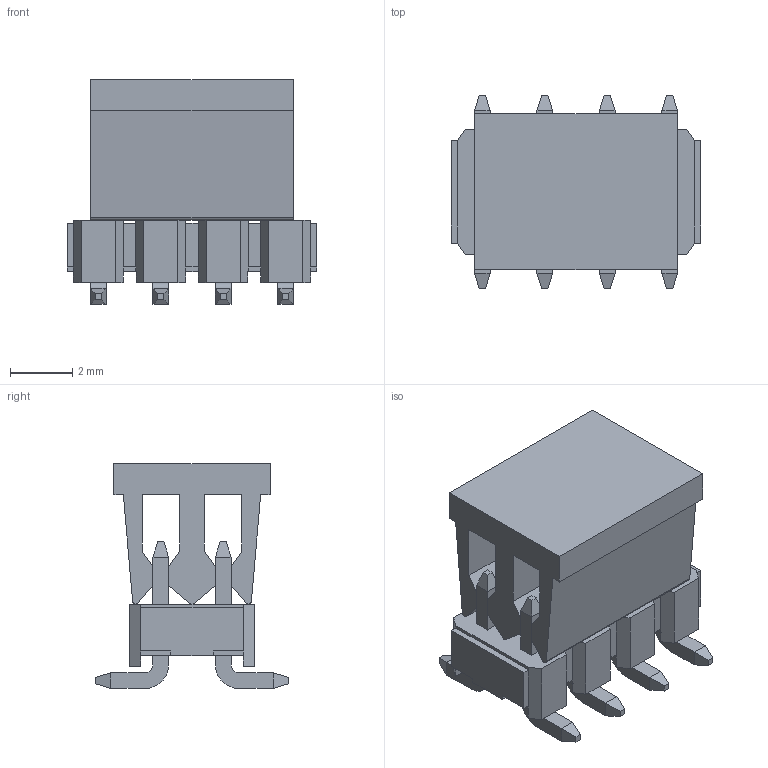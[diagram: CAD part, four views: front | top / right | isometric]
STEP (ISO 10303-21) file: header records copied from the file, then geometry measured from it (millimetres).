
FILE_DESCRIPTION(/* description */ ('Unknown'),/* implementation_level */ '2;1');
FILE_NAME(/* name */ '621308245821',/* time_stamp */ '2017-03-27T17:25:51+02:00',/* author */ ('Unknown'),/* organization */ ('Unknown'),/* preprocessor_version */ 'ST-DEVELOPER v16.7',/* originating_system */ 'DEX',/* authorisation */ $);
FILE_SCHEMA (('AUTOMOTIVE_DESIGN {1 0 10303 214 3 1 1}'));
Length unit declared in the file: millimetre
Products named in the file (4): 6213xx245821; 621008245821_Housing; 6210xx245821_PIN; 6213xx245821_Cap
Assembly tree (10 placements, depth 2):
  6213xx245821
    621008245821_Housing
    6210xx245821_PIN  x8
    6213xx245821_Cap
Bounding box: 8 x 6.2 x 7.2 mm (x, y, z)
Volume: 137.9 mm3; surface area: 473.4 mm2
Topology: 10 solids, 10 shells, 312 faces, 776 edges, 484 vertices
Faces by surface type: plane 293, cylinder 19
Entity records: 5809 total; most frequent: CARTESIAN_POINT 1009, ORIENTED_EDGE 992, DIRECTION 900, EDGE_CURVE 496, LINE 486, VECTOR 486, VERTEX_POINT 316, AXIS2_PLACEMENT_3D 207
